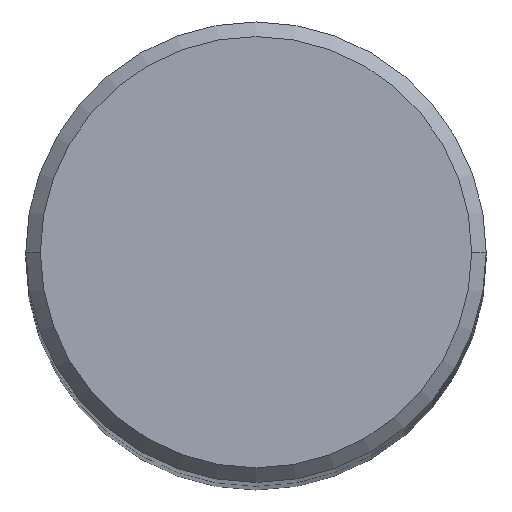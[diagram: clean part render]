
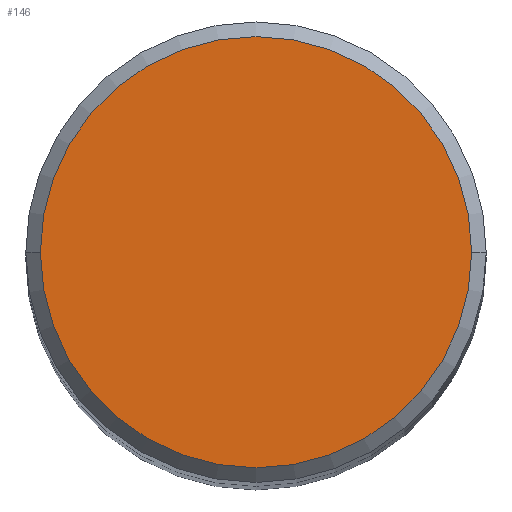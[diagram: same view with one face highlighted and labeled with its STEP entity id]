
A CAD part, top view. The second image highlights one B-rep face of the part: STEP entity #146.
In plain terms, the highlighted planar face has unit normal (0, 0, 1).
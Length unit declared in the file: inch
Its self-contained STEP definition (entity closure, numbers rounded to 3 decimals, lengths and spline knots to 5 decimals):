
#3 = CARTESIAN_POINT ( 'NONE',  ( 0., 0.29495, 0. ) ) ;
#19 = DIRECTION ( 'NONE',  ( -1., 0., 0. ) ) ;
#32 = DIRECTION ( 'NONE',  ( 0., 0., 1. ) ) ;
#75 = CARTESIAN_POINT ( 'NONE',  ( 0., 0., 0. ) ) ;
#91 = VERTEX_POINT ( 'NONE', #345 ) ;
#106 = DIRECTION ( 'NONE',  ( 1., 0., 0. ) ) ;
#110 = PLANE ( 'NONE',  #111 ) ;
#111 = AXIS2_PLACEMENT_3D ( 'NONE', #3, #162, #19 ) ;
#139 = FACE_OUTER_BOUND ( 'NONE', #271, .T. ) ;
#146 = ADVANCED_FACE ( 'NONE', ( #139 ), #110, .F. ) ;
#162 = DIRECTION ( 'NONE',  ( 0., 0., -1. ) ) ;
#179 = VERTEX_POINT ( 'NONE', #214 ) ;
#192 = DIRECTION ( 'NONE',  ( 1., 0., 0. ) ) ;
#204 = AXIS2_PLACEMENT_3D ( 'NONE', #75, #342, #192 ) ;
#211 = CIRCLE ( 'NONE', #204, 0.29495 ) ;
#214 = CARTESIAN_POINT ( 'NONE',  ( -0.29495, 0., 0. ) ) ;
#271 = EDGE_LOOP ( 'NONE', ( #353, #277 ) ) ;
#274 = CIRCLE ( 'NONE', #309, 0.29495 ) ;
#277 = ORIENTED_EDGE ( 'NONE', *, *, #355, .T. ) ;
#287 = CARTESIAN_POINT ( 'NONE',  ( 0., 0., 0. ) ) ;
#301 = EDGE_CURVE ( 'NONE', #179, #91, #211, .T. ) ;
#309 = AXIS2_PLACEMENT_3D ( 'NONE', #287, #32, #106 ) ;
#342 = DIRECTION ( 'NONE',  ( 0., 0., 1. ) ) ;
#345 = CARTESIAN_POINT ( 'NONE',  ( 0.29495, 0., 0. ) ) ;
#353 = ORIENTED_EDGE ( 'NONE', *, *, #301, .T. ) ;
#355 = EDGE_CURVE ( 'NONE', #91, #179, #274, .T. ) ;
